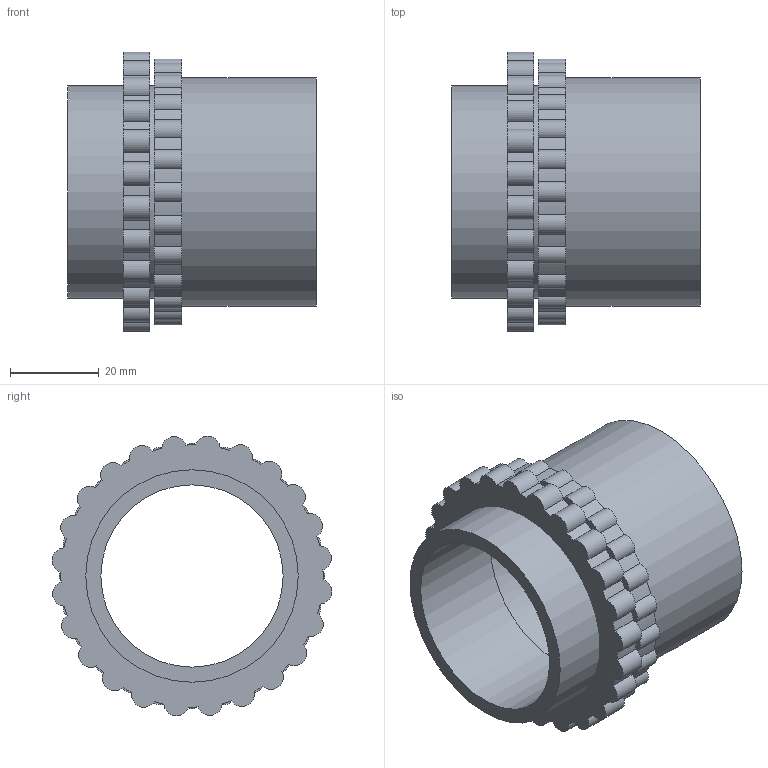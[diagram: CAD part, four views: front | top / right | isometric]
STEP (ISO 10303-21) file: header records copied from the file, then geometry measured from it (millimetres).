
FILE_DESCRIPTION(('STEP AP203'), '1');
FILE_NAME('Ìóôòà ââîäíàÿ äëÿ ìåòàëëîðóêàâà ïëàñòèêîâàÿ ÌÂÏ-38', '', ('UNSPECIFIED'), ('UNSPECIFIED'), 'ASCON STEP Converter 1.6', 'ASCON Math Kernel', '');
FILE_SCHEMA(('CONFIG_CONTROL_DESIGN'));
Length unit declared in the file: millimetre
Products named in the file (1): -07
Bounding box: 56 x 62.85 x 62.85 mm (x, y, z)
Volume: 31113.4 mm3; surface area: 25948.1 mm2
Topology: 2 solids, 2 shells, 117 faces, 332 edges, 222 vertices
Faces by surface type: cylinder 105, plane 9, bspline 3
Full cylindrical faces by diameter (mm): 41 x1, 45.8 x1, 47.803 x1, 48.5 x1, 51.5 x1
Entity records: 7232 total; most frequent: CARTESIAN_POINT 3055, DIRECTION 745, ORIENTED_EDGE 652, EDGE_CURVE 326, AXIS2_PLACEMENT_3D 319, VERTEX_POINT 221, CIRCLE 204, EDGE_LOOP 129
